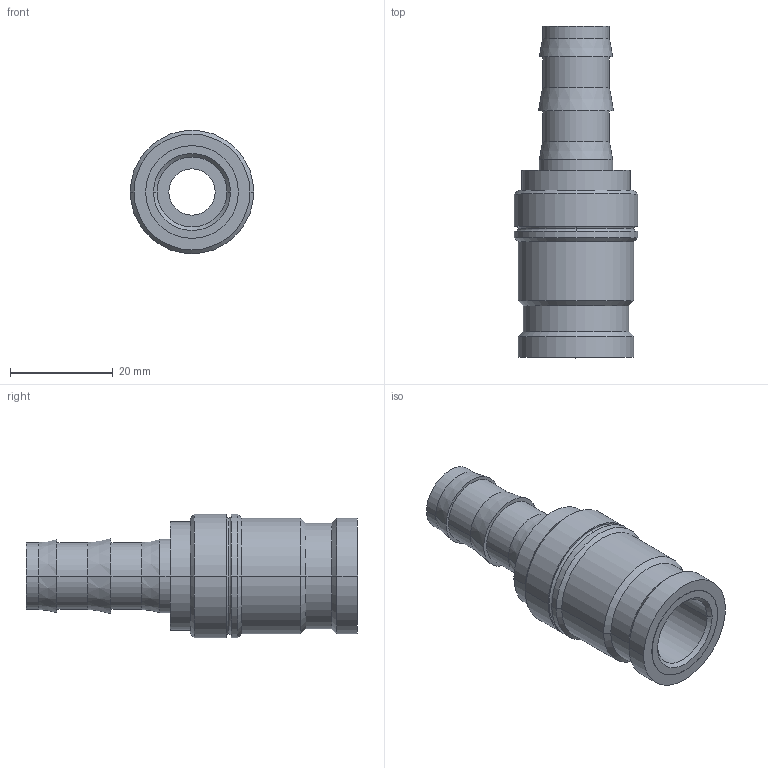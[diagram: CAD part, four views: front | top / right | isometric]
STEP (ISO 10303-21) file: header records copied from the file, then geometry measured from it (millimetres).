
FILE_DESCRIPTION(('STEP AP214'),'1');
FILE_NAME('esdf_13_t.stp','2020-04-22T06:13:30',('TraceParts'),('TraceParts S.A.'),'Spatial InterOp 3D',' ',' ');
FILE_SCHEMA(('automotive_design'));
Length unit declared in the file: millimetre
Products named in the file (1): 1
Bounding box: 24 x 64.5 x 24 mm (x, y, z)
Volume: 12870.6 mm3; surface area: 6667.2 mm2
Topology: 1 solids, 1 shells, 57 faces, 116 edges, 70 vertices
Faces by surface type: cylinder 26, cone 16, plane 11, torus 4
Entity records: 1984 total; most frequent: DIRECTION 306, CARTESIAN_POINT 244, ORIENTED_EDGE 232, AXIS2_PLACEMENT_3D 132, EDGE_CURVE 116, CIRCLE 74, VERTEX_POINT 70, EDGE_LOOP 68
